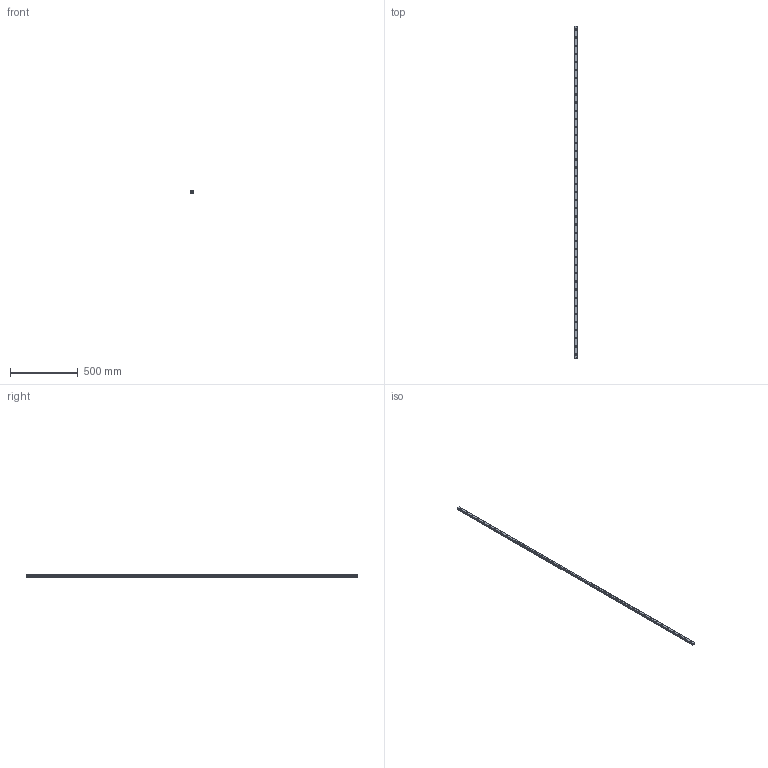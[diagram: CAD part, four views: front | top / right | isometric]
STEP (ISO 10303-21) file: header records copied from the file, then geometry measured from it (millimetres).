
FILE_DESCRIPTION(('STEP AP214'),'1');
FILE_NAME('cctmp_FC591E6B-728C-4195-983D-3B222FD765E5_2021_02_04_10_22_17_0114..stp','2021-02-04T09:22:17',('HIWIN GmbH'),('CADClick - www.CADClick.com'),'Spatial InterOp 3D',' ','unknown authorization');
FILE_SCHEMA(('AUTOMOTIVE_DESIGN'));
Length unit declared in the file: millimetre
Products named in the file (1): EGR20R2450C_FILE
Bounding box: 20 x 2450 x 15.5 mm (x, y, z)
Volume: 657343.5 mm3; surface area: 196073.4 mm2
Topology: 1 solids, 1 shells, 595 faces, 1357 edges, 850 vertices
Faces by surface type: plane 331, cylinder 264
Entity records: 21615 total; most frequent: DIRECTION 3241, CARTESIAN_POINT 2803, ORIENTED_EDGE 2714, EDGE_CURVE 1357, AXIS2_PLACEMENT_3D 1288, VERTEX_POINT 850, EDGE_LOOP 681, LINE 665
